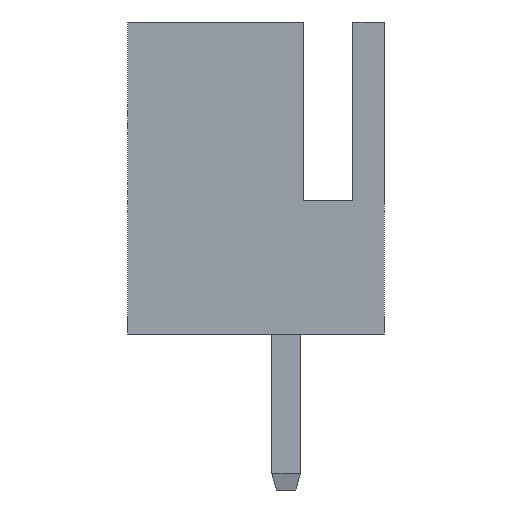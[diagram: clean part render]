
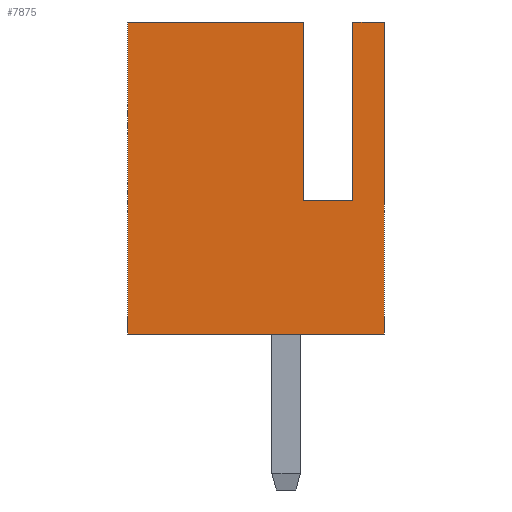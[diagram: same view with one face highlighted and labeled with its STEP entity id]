
A CAD part, left-side view. The second image highlights one B-rep face of the part: STEP entity #7875.
In plain terms, the highlighted planar face has unit normal (-1, 0, 0).
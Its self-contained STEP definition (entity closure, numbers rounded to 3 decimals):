
#222 = LINE ( 'NONE', #5531, #1285 ) ;
#279 = CARTESIAN_POINT ( 'NONE',  ( -2.5, -2.2, 7. ) ) ;
#320 = ORIENTED_EDGE ( 'NONE', *, *, #1984, .T. ) ;
#351 = CARTESIAN_POINT ( 'NONE',  ( -2.5, 0., 7. ) ) ;
#379 = VERTEX_POINT ( 'NONE', #7647 ) ;
#454 = VECTOR ( 'NONE', #7233, 1000. ) ;
#509 = ORIENTED_EDGE ( 'NONE', *, *, #8079, .T. ) ;
#511 = CARTESIAN_POINT ( 'NONE',  ( -2.5, 0., 7. ) ) ;
#526 = VECTOR ( 'NONE', #10894, 1000. ) ;
#595 = LINE ( 'NONE', #5584, #2894 ) ;
#838 = CARTESIAN_POINT ( 'NONE',  ( -2.5, 0., 0. ) ) ;
#979 = VERTEX_POINT ( 'NONE', #6532 ) ;
#1088 = LINE ( 'NONE', #2660, #1844 ) ;
#1285 = VECTOR ( 'NONE', #8875, 1000. ) ;
#1384 = CARTESIAN_POINT ( 'NONE',  ( -2.5, -1.5, 3. ) ) ;
#1577 = LINE ( 'NONE', #7316, #10556 ) ;
#1776 = VERTEX_POINT ( 'NONE', #10078 ) ;
#1780 = VERTEX_POINT ( 'NONE', #5117 ) ;
#1803 = VECTOR ( 'NONE', #3904, 1000. ) ;
#1844 = VECTOR ( 'NONE', #9464, 1000. ) ;
#1984 = EDGE_CURVE ( 'NONE', #8801, #1780, #8335, .T. ) ;
#2387 = CARTESIAN_POINT ( 'NONE',  ( -2.5, 0., 0. ) ) ;
#2409 = CARTESIAN_POINT ( 'NONE',  ( -2.5, 0., 3. ) ) ;
#2660 = CARTESIAN_POINT ( 'NONE',  ( -2.5, 3.55, 0. ) ) ;
#2894 = VECTOR ( 'NONE', #9863, 1000. ) ;
#3236 = DIRECTION ( 'NONE',  ( 0., 0., 1. ) ) ;
#3670 = EDGE_CURVE ( 'NONE', #1776, #8801, #222, .T. ) ;
#3904 = DIRECTION ( 'NONE',  ( 0., 1., 0. ) ) ;
#4063 = FACE_OUTER_BOUND ( 'NONE', #10386, .T. ) ;
#4157 = VERTEX_POINT ( 'NONE', #8947 ) ;
#4257 = CARTESIAN_POINT ( 'NONE',  ( -2.5, 3.55, 7. ) ) ;
#4264 = EDGE_CURVE ( 'NONE', #4580, #1776, #4730, .T. ) ;
#4555 = VECTOR ( 'NONE', #9605, 1000. ) ;
#4580 = VERTEX_POINT ( 'NONE', #279 ) ;
#4684 = ORIENTED_EDGE ( 'NONE', *, *, #5234, .T. ) ;
#4730 = LINE ( 'NONE', #511, #1803 ) ;
#5117 = CARTESIAN_POINT ( 'NONE',  ( -2.5, -0.4, 3. ) ) ;
#5234 = EDGE_CURVE ( 'NONE', #379, #4580, #595, .T. ) ;
#5401 = EDGE_CURVE ( 'NONE', #979, #8336, #1088, .T. ) ;
#5531 = CARTESIAN_POINT ( 'NONE',  ( -2.5, -1.5, 0. ) ) ;
#5584 = CARTESIAN_POINT ( 'NONE',  ( -2.5, -2.2, 0. ) ) ;
#5947 = AXIS2_PLACEMENT_3D ( 'NONE', #838, #7779, #6297 ) ;
#6297 = DIRECTION ( 'NONE',  ( 0., 0., 1. ) ) ;
#6532 = CARTESIAN_POINT ( 'NONE',  ( -2.5, 3.55, 0. ) ) ;
#7044 = ORIENTED_EDGE ( 'NONE', *, *, #10507, .T. ) ;
#7233 = DIRECTION ( 'NONE',  ( 0., -1., 0. ) ) ;
#7316 = CARTESIAN_POINT ( 'NONE',  ( -2.5, -0.4, 0. ) ) ;
#7647 = CARTESIAN_POINT ( 'NONE',  ( -2.5, -2.2, 0. ) ) ;
#7779 = DIRECTION ( 'NONE',  ( -1., 0., 0. ) ) ;
#7875 = ADVANCED_FACE ( 'NONE', ( #4063 ), #9035, .T. ) ;
#8079 = EDGE_CURVE ( 'NONE', #979, #379, #9914, .T. ) ;
#8125 = ORIENTED_EDGE ( 'NONE', *, *, #8432, .F. ) ;
#8335 = LINE ( 'NONE', #2409, #526 ) ;
#8336 = VERTEX_POINT ( 'NONE', #4257 ) ;
#8432 = EDGE_CURVE ( 'NONE', #8336, #4157, #10520, .T. ) ;
#8801 = VERTEX_POINT ( 'NONE', #1384 ) ;
#8875 = DIRECTION ( 'NONE',  ( 0., 0., -1. ) ) ;
#8947 = CARTESIAN_POINT ( 'NONE',  ( -2.5, -0.4, 7. ) ) ;
#9035 = PLANE ( 'NONE',  #5947 ) ;
#9105 = ORIENTED_EDGE ( 'NONE', *, *, #3670, .T. ) ;
#9464 = DIRECTION ( 'NONE',  ( 0., 0., 1. ) ) ;
#9590 = ORIENTED_EDGE ( 'NONE', *, *, #5401, .F. ) ;
#9605 = DIRECTION ( 'NONE',  ( 0., -1., 0. ) ) ;
#9863 = DIRECTION ( 'NONE',  ( 0., 0., 1. ) ) ;
#9914 = LINE ( 'NONE', #2387, #454 ) ;
#10043 = ORIENTED_EDGE ( 'NONE', *, *, #4264, .T. ) ;
#10078 = CARTESIAN_POINT ( 'NONE',  ( -2.5, -1.5, 7. ) ) ;
#10386 = EDGE_LOOP ( 'NONE', ( #9105, #320, #7044, #8125, #9590, #509, #4684, #10043 ) ) ;
#10507 = EDGE_CURVE ( 'NONE', #1780, #4157, #1577, .T. ) ;
#10520 = LINE ( 'NONE', #351, #4555 ) ;
#10556 = VECTOR ( 'NONE', #3236, 1000. ) ;
#10894 = DIRECTION ( 'NONE',  ( 0., 1., 0. ) ) ;
